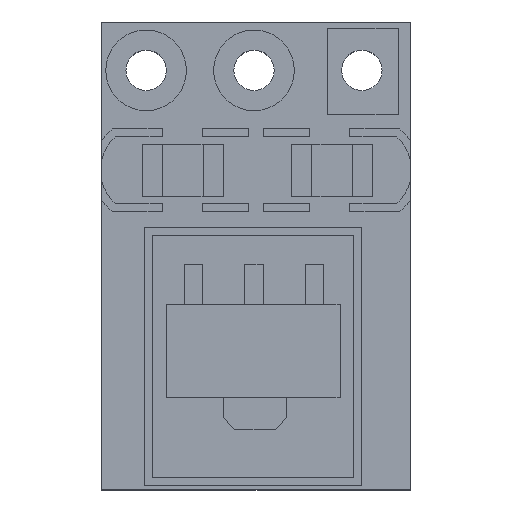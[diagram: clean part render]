
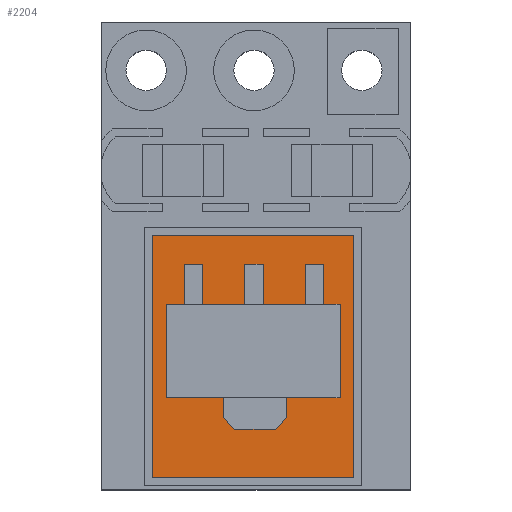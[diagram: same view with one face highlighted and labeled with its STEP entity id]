
A CAD part, top view. The second image highlights one B-rep face of the part: STEP entity #2204.
In plain terms, the highlighted planar face has unit normal (0, 0, 1).
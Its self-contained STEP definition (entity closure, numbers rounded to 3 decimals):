
#197=PLANE('',#2358);
#289=FACE_OUTER_BOUND('',#400,.T.);
#400=EDGE_LOOP('',(#1808,#1809,#1810,#1811));
#542=LINE('',#3543,#765);
#543=LINE('',#3545,#766);
#544=LINE('',#3547,#767);
#545=LINE('',#3548,#768);
#765=VECTOR('',#2583,10.);
#766=VECTOR('',#2584,10.);
#767=VECTOR('',#2585,10.);
#768=VECTOR('',#2586,10.);
#1089=VERTEX_POINT('',#3541);
#1090=VERTEX_POINT('',#3542);
#1091=VERTEX_POINT('',#3544);
#1092=VERTEX_POINT('',#3546);
#1362=EDGE_CURVE('',#1089,#1090,#542,.T.);
#1363=EDGE_CURVE('',#1091,#1089,#543,.T.);
#1364=EDGE_CURVE('',#1092,#1091,#544,.T.);
#1365=EDGE_CURVE('',#1090,#1092,#545,.T.);
#1808=ORIENTED_EDGE('',*,*,#1362,.T.);
#1809=ORIENTED_EDGE('',*,*,#1365,.T.);
#1810=ORIENTED_EDGE('',*,*,#1364,.T.);
#1811=ORIENTED_EDGE('',*,*,#1363,.T.);
#2204=ADVANCED_FACE('',(#289),#197,.T.);
#2358=AXIS2_PLACEMENT_3D('',#3549,#2587,#2588);
#2583=DIRECTION('',(0.,-1.,0.));
#2584=DIRECTION('',(-1.,0.,0.));
#2585=DIRECTION('',(0.,1.,0.));
#2586=DIRECTION('',(1.,0.,0.));
#2587=DIRECTION('center_axis',(0.,0.,1.));
#2588=DIRECTION('ref_axis',(1.,0.,0.));
#3541=CARTESIAN_POINT('',(1.251,6.3,0.));
#3542=CARTESIAN_POINT('',(1.251,0.3,0.));
#3543=CARTESIAN_POINT('',(1.251,6.1,0.));
#3544=CARTESIAN_POINT('',(6.251,6.3,0.));
#3545=CARTESIAN_POINT('',(5.088,6.3,0.));
#3546=CARTESIAN_POINT('',(6.251,0.3,0.));
#3547=CARTESIAN_POINT('',(6.251,3.,0.));
#3548=CARTESIAN_POINT('',(2.488,0.3,0.));
#3549=CARTESIAN_POINT('Origin',(3.825,5.8,0.));
